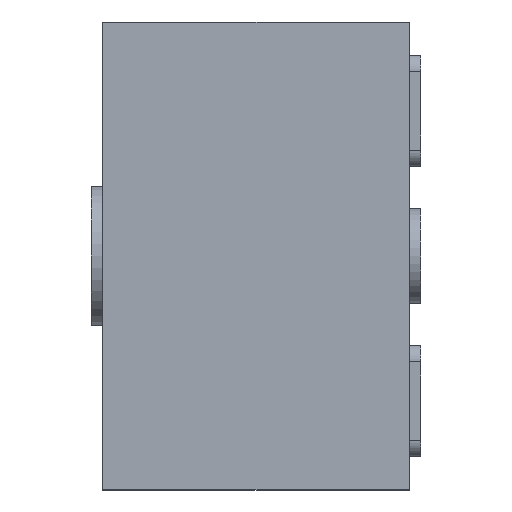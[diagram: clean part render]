
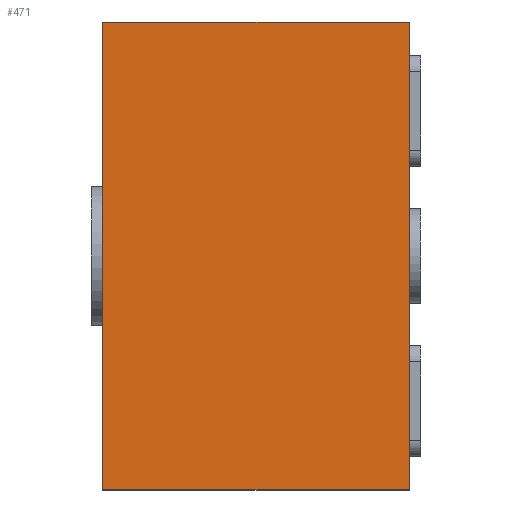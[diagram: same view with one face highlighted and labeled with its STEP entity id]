
A CAD part, left-side view. The second image highlights one B-rep face of the part: STEP entity #471.
In plain terms, the highlighted planar face has unit normal (-1, 0, 0).
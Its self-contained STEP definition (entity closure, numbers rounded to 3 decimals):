
#18 = LINE ( 'NONE', #1005, #1832 ) ;
#71 = AXIS2_PLACEMENT_3D ( 'NONE', #687, #919, #1065 ) ;
#103 = CARTESIAN_POINT ( 'NONE',  ( -0.795, 0.275, 0.42 ) ) ;
#150 = CARTESIAN_POINT ( 'NONE',  ( -0.795, 0.275, 0.42 ) ) ;
#192 = VECTOR ( 'NONE', #1509, 1000. ) ;
#204 = VERTEX_POINT ( 'NONE', #1534 ) ;
#225 = EDGE_CURVE ( 'NONE', #1858, #1168, #1300, .T. ) ;
#290 = PLANE ( 'NONE',  #71 ) ;
#389 = VERTEX_POINT ( 'NONE', #2213 ) ;
#396 = EDGE_LOOP ( 'NONE', ( #1397, #461, #1364, #2500 ) ) ;
#437 = CARTESIAN_POINT ( 'NONE',  ( -0.795, 0.275, -0.419 ) ) ;
#461 = ORIENTED_EDGE ( 'NONE', *, *, #2542, .F. ) ;
#471 = ADVANCED_FACE ( 'NONE', ( #1696 ), #290, .F. ) ;
#687 = CARTESIAN_POINT ( 'NONE',  ( -0.795, 0.275, 0.42 ) ) ;
#780 = EDGE_CURVE ( 'NONE', #1858, #204, #1251, .T. ) ;
#820 = DIRECTION ( 'NONE',  ( 0., -1., 0. ) ) ;
#919 = DIRECTION ( 'NONE',  ( 1., 0., 0. ) ) ;
#1005 = CARTESIAN_POINT ( 'NONE',  ( -0.795, 0.275, 0.42 ) ) ;
#1065 = DIRECTION ( 'NONE',  ( 0., 0., -1. ) ) ;
#1168 = VERTEX_POINT ( 'NONE', #103 ) ;
#1251 = LINE ( 'NONE', #437, #1760 ) ;
#1289 = CARTESIAN_POINT ( 'NONE',  ( -0.795, -0.275, 0.42 ) ) ;
#1300 = LINE ( 'NONE', #150, #2074 ) ;
#1364 = ORIENTED_EDGE ( 'NONE', *, *, #225, .F. ) ;
#1397 = ORIENTED_EDGE ( 'NONE', *, *, #1595, .T. ) ;
#1461 = DIRECTION ( 'NONE',  ( 0., -1., 0. ) ) ;
#1509 = DIRECTION ( 'NONE',  ( 0., 0., 1. ) ) ;
#1534 = CARTESIAN_POINT ( 'NONE',  ( -0.795, -0.275, -0.419 ) ) ;
#1595 = EDGE_CURVE ( 'NONE', #204, #389, #2313, .T. ) ;
#1696 = FACE_OUTER_BOUND ( 'NONE', #396, .T. ) ;
#1760 = VECTOR ( 'NONE', #1461, 1000. ) ;
#1832 = VECTOR ( 'NONE', #820, 1000. ) ;
#1858 = VERTEX_POINT ( 'NONE', #2116 ) ;
#2074 = VECTOR ( 'NONE', #2294, 1000. ) ;
#2116 = CARTESIAN_POINT ( 'NONE',  ( -0.795, 0.275, -0.419 ) ) ;
#2213 = CARTESIAN_POINT ( 'NONE',  ( -0.795, -0.275, 0.42 ) ) ;
#2294 = DIRECTION ( 'NONE',  ( 0., 0., 1. ) ) ;
#2313 = LINE ( 'NONE', #1289, #192 ) ;
#2500 = ORIENTED_EDGE ( 'NONE', *, *, #780, .T. ) ;
#2542 = EDGE_CURVE ( 'NONE', #1168, #389, #18, .T. ) ;
